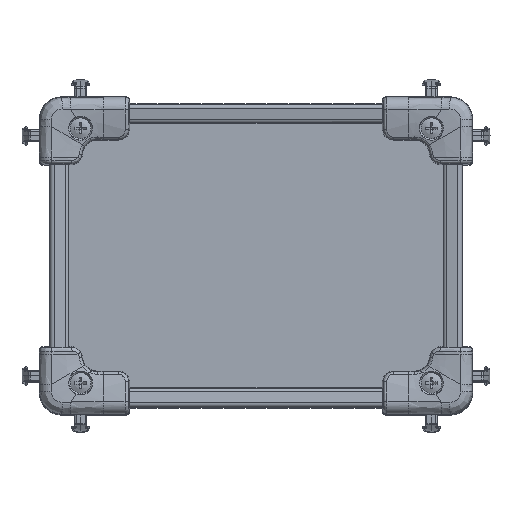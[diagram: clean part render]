
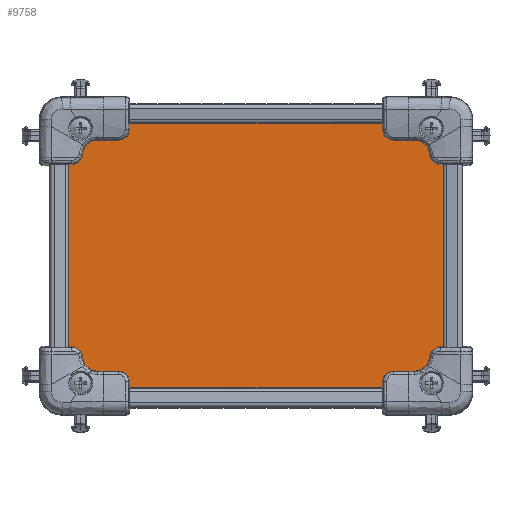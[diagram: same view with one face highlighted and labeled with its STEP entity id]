
A CAD part, top view. The second image highlights one B-rep face of the part: STEP entity #9758.
In plain terms, the highlighted planar face has unit normal (0, 0, 1).
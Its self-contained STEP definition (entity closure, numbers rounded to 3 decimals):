
#9351=CARTESIAN_POINT('',(11.792,78.159,2.));
#9352=VERTEX_POINT('',#9351);
#9353=CARTESIAN_POINT('',(13.492,78.159,2.));
#9354=DIRECTION('',(0.0,0.0,-1.0));
#9355=DIRECTION('',(1.0,0.0,0.0));
#9356=AXIS2_PLACEMENT_3D('',#9353,#9354,#9355);
#9357=CIRCLE('',#9356,1.7);
#9358=EDGE_CURVE('',#9352,#9352,#9357,.T.);
#9379=CARTESIAN_POINT('',(104.792,10.659,2.));
#9380=VERTEX_POINT('',#9379);
#9381=CARTESIAN_POINT('',(106.492,10.659,2.));
#9382=DIRECTION('',(0.0,0.0,-1.0));
#9383=DIRECTION('',(1.0,0.0,0.0));
#9384=AXIS2_PLACEMENT_3D('',#9381,#9382,#9383);
#9385=CIRCLE('',#9384,1.7);
#9386=EDGE_CURVE('',#9380,#9380,#9385,.T.);
#9407=CARTESIAN_POINT('',(11.792,10.659,2.));
#9408=VERTEX_POINT('',#9407);
#9409=CARTESIAN_POINT('',(13.492,10.659,2.));
#9410=DIRECTION('',(0.0,0.0,-1.0));
#9411=DIRECTION('',(1.0,0.0,0.0));
#9412=AXIS2_PLACEMENT_3D('',#9409,#9410,#9411);
#9413=CIRCLE('',#9412,1.7);
#9414=EDGE_CURVE('',#9408,#9408,#9413,.T.);
#9435=CARTESIAN_POINT('',(104.792,78.159,2.));
#9436=VERTEX_POINT('',#9435);
#9437=CARTESIAN_POINT('',(106.492,78.159,2.));
#9438=DIRECTION('',(0.0,0.0,-1.0));
#9439=DIRECTION('',(1.0,0.0,0.0));
#9440=AXIS2_PLACEMENT_3D('',#9437,#9438,#9439);
#9441=CIRCLE('',#9440,1.7);
#9442=EDGE_CURVE('',#9436,#9436,#9441,.T.);
#9452=CARTESIAN_POINT('',(9.992,81.659,2.0));
#9453=VERTEX_POINT('',#9452);
#9454=CARTESIAN_POINT('',(109.992,81.659,2.0));
#9455=VERTEX_POINT('',#9454);
#9456=CARTESIAN_POINT('',(9.992,81.659,2.0));
#9457=DIRECTION('',(1.0,0.0,0.0));
#9458=VECTOR('',#9457,100.);
#9459=LINE('',#9456,#9458);
#9460=EDGE_CURVE('',#9453,#9455,#9459,.T.);
#9492=CARTESIAN_POINT('',(112.492,79.159,2.0));
#9493=VERTEX_POINT('',#9492);
#9494=CARTESIAN_POINT('',(109.992,79.159,2.0));
#9495=DIRECTION('',(0.0,0.0,-1.0));
#9496=DIRECTION('',(1.0,0.0,0.0));
#9497=AXIS2_PLACEMENT_3D('',#9494,#9495,#9496);
#9498=CIRCLE('',#9497,2.5);
#9499=EDGE_CURVE('',#9455,#9493,#9498,.T.);
#9525=CARTESIAN_POINT('',(112.492,9.659,2.0));
#9526=VERTEX_POINT('',#9525);
#9527=CARTESIAN_POINT('',(112.492,79.159,2.0));
#9528=DIRECTION('',(0.0,-1.0,0.0));
#9529=VECTOR('',#9528,69.5);
#9530=LINE('',#9527,#9529);
#9531=EDGE_CURVE('',#9493,#9526,#9530,.T.);
#9556=CARTESIAN_POINT('',(109.992,7.159,2.0));
#9557=VERTEX_POINT('',#9556);
#9558=CARTESIAN_POINT('',(109.992,9.659,2.0));
#9559=DIRECTION('',(0.0,0.0,-1.0));
#9560=DIRECTION('',(0.0,-1.0,0.0));
#9561=AXIS2_PLACEMENT_3D('',#9558,#9559,#9560);
#9562=CIRCLE('',#9561,2.5);
#9563=EDGE_CURVE('',#9526,#9557,#9562,.T.);
#9589=CARTESIAN_POINT('',(9.992,7.159,2.0));
#9590=VERTEX_POINT('',#9589);
#9591=CARTESIAN_POINT('',(109.992,7.159,2.0));
#9592=DIRECTION('',(-1.0,0.0,0.0));
#9593=VECTOR('',#9592,100.);
#9594=LINE('',#9591,#9593);
#9595=EDGE_CURVE('',#9557,#9590,#9594,.T.);
#9620=CARTESIAN_POINT('',(7.492,9.659,2.0));
#9621=VERTEX_POINT('',#9620);
#9622=CARTESIAN_POINT('',(9.992,9.659,2.0));
#9623=DIRECTION('',(0.0,0.0,-1.0));
#9624=DIRECTION('',(-1.0,0.0,0.0));
#9625=AXIS2_PLACEMENT_3D('',#9622,#9623,#9624);
#9626=CIRCLE('',#9625,2.5);
#9627=EDGE_CURVE('',#9590,#9621,#9626,.T.);
#9653=CARTESIAN_POINT('',(7.492,79.159,2.0));
#9654=VERTEX_POINT('',#9653);
#9655=CARTESIAN_POINT('',(7.492,9.659,2.0));
#9656=DIRECTION('',(0.0,1.0,0.0));
#9657=VECTOR('',#9656,69.5);
#9658=LINE('',#9655,#9657);
#9659=EDGE_CURVE('',#9621,#9654,#9658,.T.);
#9684=CARTESIAN_POINT('',(9.992,79.159,2.0));
#9685=DIRECTION('',(0.0,0.0,-1.0));
#9686=DIRECTION('',(0.0,1.0,0.0));
#9687=AXIS2_PLACEMENT_3D('',#9684,#9685,#9686);
#9688=CIRCLE('',#9687,2.5);
#9689=EDGE_CURVE('',#9654,#9453,#9688,.T.);
#9731=CARTESIAN_POINT('',(59.992,44.409,2.0));
#9732=DIRECTION('',(0.0,0.0,1.0));
#9733=DIRECTION('',(1.0,0.0,0.0));
#9734=AXIS2_PLACEMENT_3D('',#9731,#9732,#9733);
#9735=PLANE('',#9734);
#9736=ORIENTED_EDGE('',*,*,#9460,.F.);
#9737=ORIENTED_EDGE('',*,*,#9689,.F.);
#9738=ORIENTED_EDGE('',*,*,#9659,.F.);
#9739=ORIENTED_EDGE('',*,*,#9627,.F.);
#9740=ORIENTED_EDGE('',*,*,#9595,.F.);
#9741=ORIENTED_EDGE('',*,*,#9563,.F.);
#9742=ORIENTED_EDGE('',*,*,#9531,.F.);
#9743=ORIENTED_EDGE('',*,*,#9499,.F.);
#9744=EDGE_LOOP('',(#9736,#9737,#9738,#9739,#9740,#9741,#9742,#9743));
#9745=FACE_OUTER_BOUND('',#9744,.T.);
#9746=ORIENTED_EDGE('',*,*,#9442,.T.);
#9747=EDGE_LOOP('',(#9746));
#9748=FACE_BOUND('',#9747,.T.);
#9749=ORIENTED_EDGE('',*,*,#9414,.T.);
#9750=EDGE_LOOP('',(#9749));
#9751=FACE_BOUND('',#9750,.T.);
#9752=ORIENTED_EDGE('',*,*,#9386,.T.);
#9753=EDGE_LOOP('',(#9752));
#9754=FACE_BOUND('',#9753,.T.);
#9755=ORIENTED_EDGE('',*,*,#9358,.T.);
#9756=EDGE_LOOP('',(#9755));
#9757=FACE_BOUND('',#9756,.T.);
#9758=ADVANCED_FACE('',(#9745,#9748,#9751,#9754,#9757),#9735,.T.);
